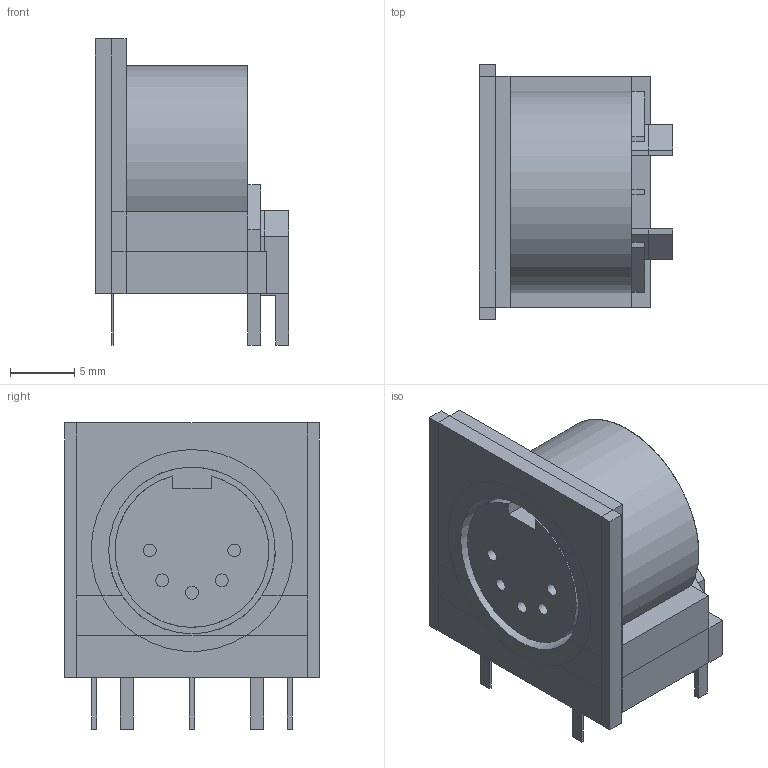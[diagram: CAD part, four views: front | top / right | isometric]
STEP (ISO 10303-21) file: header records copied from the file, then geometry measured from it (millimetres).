
FILE_DESCRIPTION(('FreeCAD Model'),'2;1');
FILE_NAME('Open CASCADE Shape Model','2021-06-05T14:11:58',('Author'),( ''),'Open CASCADE STEP processor 7.5','FreeCAD','Unknown');
FILE_SCHEMA(('AUTOMOTIVE_DESIGN { 1 0 10303 214 1 1 1 1 }'));
Length unit declared in the file: millimetre
Products named in the file (3): din5_socket; Body; Body001
Assembly tree (2 placements, depth 2):
  din5_socket
    Body
    Body001
Bounding box: 15.1 x 19.9 x 23.89 mm (x, y, z)
Volume: 3632.5 mm3; surface area: 3611.9 mm2
Topology: 2 solids, 2 shells, 161 faces, 361 edges, 218 vertices
Faces by surface type: plane 152, cylinder 9
Full cylindrical faces by diameter (mm): 1 x5, 13 x1
Entity records: 9118 total; most frequent: CARTESIAN_POINT 1543, DIRECTION 1426, LINE 1020, VECTOR 1020, ORIENTED_EDGE 722, PCURVE 722, DEFINITIONAL_REPRESENTATION 722, EDGE_CURVE 361
